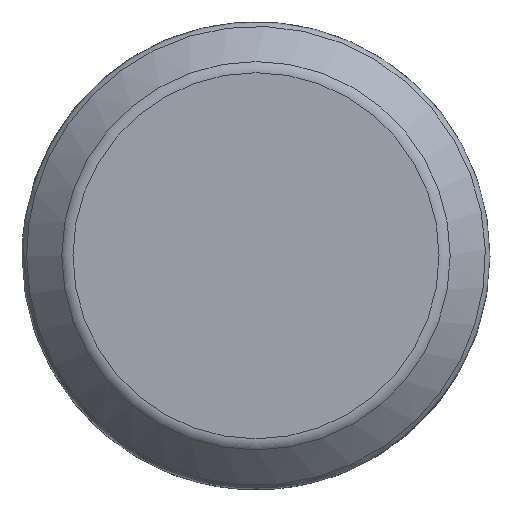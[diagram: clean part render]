
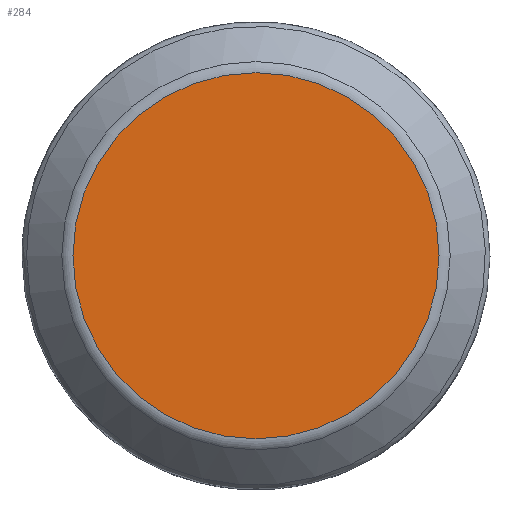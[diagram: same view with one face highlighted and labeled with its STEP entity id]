
A CAD part, top view. The second image highlights one B-rep face of the part: STEP entity #284.
In plain terms, the highlighted planar face has unit normal (0, 0, 1).
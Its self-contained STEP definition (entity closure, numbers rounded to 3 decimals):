
#238 = VERTEX_POINT('',#239);
#239 = CARTESIAN_POINT('',(-34.972,0.,40.));
#248 = EDGE_CURVE('',#238,#238,#249,.T.);
#249 = CIRCLE('',#250,34.972);
#250 = AXIS2_PLACEMENT_3D('',#251,#252,#253);
#251 = CARTESIAN_POINT('',(0.,0.,40.));
#252 = DIRECTION('',(0.,0.,1.));
#253 = DIRECTION('',(-1.,0.,0.));
#284 = ADVANCED_FACE('',(#285),#288,.T.);
#285 = FACE_BOUND('',#286,.F.);
#286 = EDGE_LOOP('',(#287));
#287 = ORIENTED_EDGE('',*,*,#248,.F.);
#288 = PLANE('',#289);
#289 = AXIS2_PLACEMENT_3D('',#290,#291,#292);
#290 = CARTESIAN_POINT('',(0.,0.,40.));
#291 = DIRECTION('',(0.,0.,1.));
#292 = DIRECTION('',(-1.,-0.,-0.));
